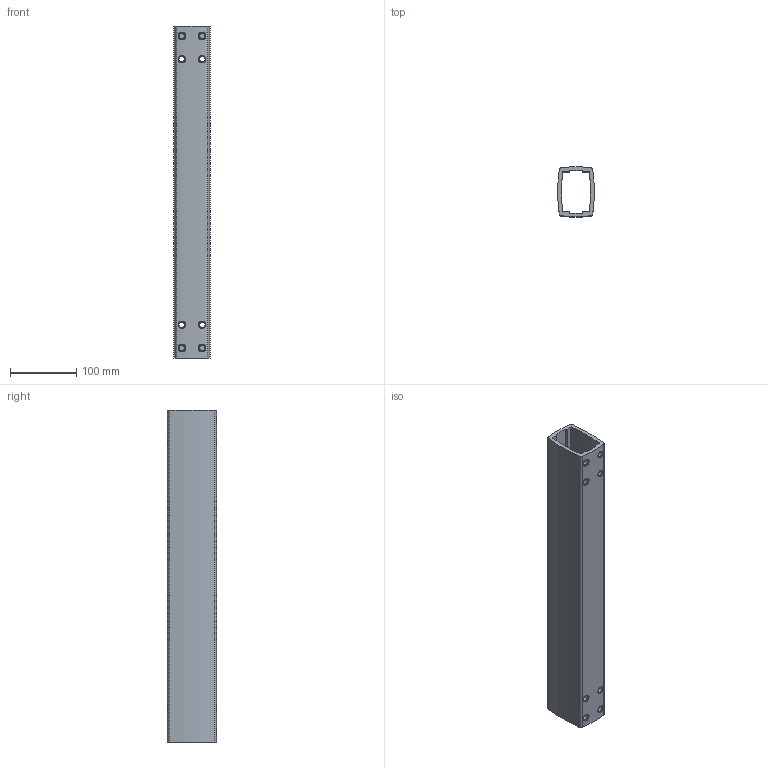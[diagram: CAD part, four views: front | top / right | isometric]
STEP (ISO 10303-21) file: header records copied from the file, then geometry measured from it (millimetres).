
FILE_DESCRIPTION((''),'2;1');
FILE_NAME('9524700002_ASM','2015-07-15T',('Falk.Schoember'),(''),'PRO/ENGINEER BY PARAMETRIC TECHNOLOGY CORPORATION, 2012360','PRO/ENGINEER BY PARAMETRIC TECHNOLOGY CORPORATION, 2012360','');
FILE_SCHEMA(('AUTOMOTIVE_DESIGN { 1 0 10303 214 1 1 1 1 }'));
Length unit declared in the file: millimetre
Products named in the file (2): 9206083000_AF1; 9524700002_ASM
Assembly tree (1 placements, depth 2):
  9524700002_ASM
    9206083000_AF1
Bounding box: 54.5 x 74.71 x 500 mm (x, y, z)
Volume: 628103.9 mm3; surface area: 429101.1 mm2
Topology: 1 solids, 14 shells, 132 faces, 452 edges, 320 vertices
Faces by surface type: cylinder 84, plane 24, cone 24
Entity records: 7262 total; most frequent: CARTESIAN_POINT 1553, DIRECTION 866, ORIENTED_EDGE 784, EDGE_CURVE 452, AXIS2_PLACEMENT_3D 351, VERTEX_POINT 320, PRESENTATION_STYLE_ASSIGNMENT 267, STYLED_ITEM 267
